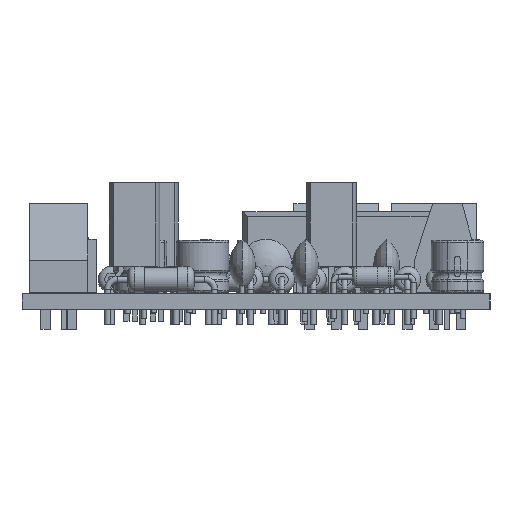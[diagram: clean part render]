
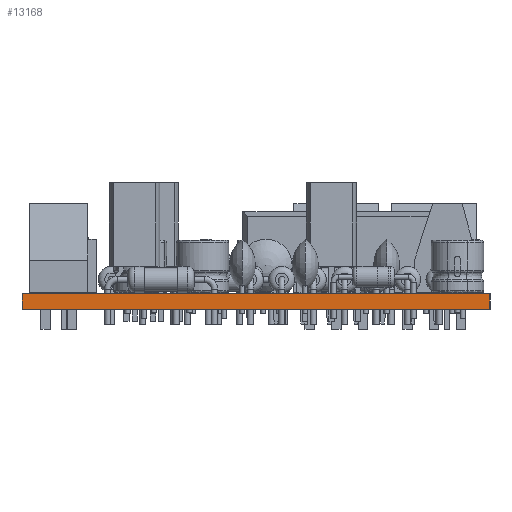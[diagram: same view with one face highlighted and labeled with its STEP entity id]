
A CAD part, left-side view. The second image highlights one B-rep face of the part: STEP entity #13168.
In plain terms, the highlighted planar face has unit normal (-1, 0, 0).
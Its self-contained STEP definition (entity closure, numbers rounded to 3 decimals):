
#13112 = VERTEX_POINT('',#13113);
#13113 = CARTESIAN_POINT('',(-27.5,-22.301,1.51));
#13119 = EDGE_CURVE('',#13120,#13112,#13122,.T.);
#13120 = VERTEX_POINT('',#13121);
#13121 = CARTESIAN_POINT('',(-27.5,-22.301,0.));
#13122 = LINE('',#13123,#13124);
#13123 = CARTESIAN_POINT('',(-27.5,-22.301,0.));
#13124 = VECTOR('',#13125,1.);
#13125 = DIRECTION('',(0.,0.,1.));
#13168 = ADVANCED_FACE('',(#13169),#13194,.T.);
#13169 = FACE_BOUND('',#13170,.T.);
#13170 = EDGE_LOOP('',(#13171,#13172,#13180,#13188));
#13171 = ORIENTED_EDGE('',*,*,#13119,.T.);
#13172 = ORIENTED_EDGE('',*,*,#13173,.T.);
#13173 = EDGE_CURVE('',#13112,#13174,#13176,.T.);
#13174 = VERTEX_POINT('',#13175);
#13175 = CARTESIAN_POINT('',(-27.5,22.301,1.51));
#13176 = LINE('',#13177,#13178);
#13177 = CARTESIAN_POINT('',(-27.5,-22.301,1.51));
#13178 = VECTOR('',#13179,1.);
#13179 = DIRECTION('',(0.,1.,0.));
#13180 = ORIENTED_EDGE('',*,*,#13181,.F.);
#13181 = EDGE_CURVE('',#13182,#13174,#13184,.T.);
#13182 = VERTEX_POINT('',#13183);
#13183 = CARTESIAN_POINT('',(-27.5,22.301,0.));
#13184 = LINE('',#13185,#13186);
#13185 = CARTESIAN_POINT('',(-27.5,22.301,0.));
#13186 = VECTOR('',#13187,1.);
#13187 = DIRECTION('',(0.,0.,1.));
#13188 = ORIENTED_EDGE('',*,*,#13189,.F.);
#13189 = EDGE_CURVE('',#13120,#13182,#13190,.T.);
#13190 = LINE('',#13191,#13192);
#13191 = CARTESIAN_POINT('',(-27.5,-22.301,0.));
#13192 = VECTOR('',#13193,1.);
#13193 = DIRECTION('',(0.,1.,0.));
#13194 = PLANE('',#13195);
#13195 = AXIS2_PLACEMENT_3D('',#13196,#13197,#13198);
#13196 = CARTESIAN_POINT('',(-27.5,-22.301,0.));
#13197 = DIRECTION('',(-1.,0.,0.));
#13198 = DIRECTION('',(0.,1.,0.));
